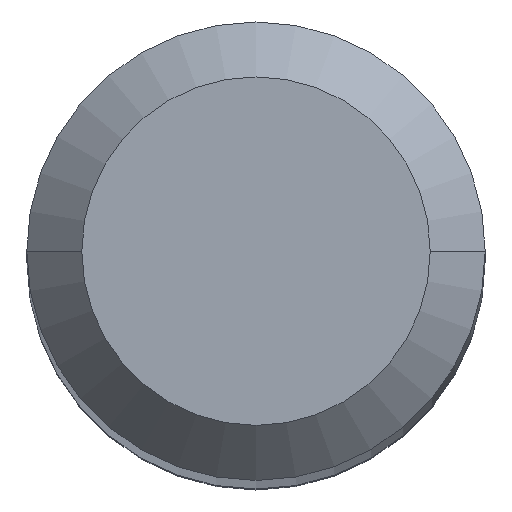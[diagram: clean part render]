
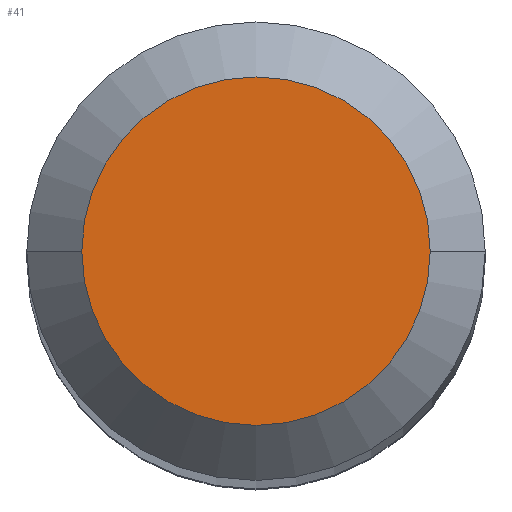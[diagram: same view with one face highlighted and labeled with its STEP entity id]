
A CAD part, top view. The second image highlights one B-rep face of the part: STEP entity #41.
In plain terms, the highlighted planar face has unit normal (0, 0, 1).
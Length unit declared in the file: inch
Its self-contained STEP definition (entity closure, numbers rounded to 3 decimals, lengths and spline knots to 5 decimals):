
#7 = CARTESIAN_POINT ( 'NONE',  ( 0.0475, 0., 1.5 ) ) ;
#11 = EDGE_CURVE ( 'NONE', #104, #139, #307, .T. ) ;
#21 = EDGE_CURVE ( 'NONE', #139, #104, #308, .T. ) ;
#41 = ADVANCED_FACE ( 'NONE', ( #298 ), #355, .T. ) ;
#50 = CARTESIAN_POINT ( 'NONE',  ( 0., 0., 1.5 ) ) ;
#54 = DIRECTION ( 'NONE',  ( 0., 0., 1. ) ) ;
#91 = DIRECTION ( 'NONE',  ( 1., 0., 0. ) ) ;
#104 = VERTEX_POINT ( 'NONE', #306 ) ;
#114 = AXIS2_PLACEMENT_3D ( 'NONE', #141, #54, #91 ) ;
#125 = ORIENTED_EDGE ( 'NONE', *, *, #21, .T. ) ;
#139 = VERTEX_POINT ( 'NONE', #7 ) ;
#141 = CARTESIAN_POINT ( 'NONE',  ( 0., 0., 1.5 ) ) ;
#148 = CARTESIAN_POINT ( 'NONE',  ( 0., 0., 1.5 ) ) ;
#157 = ORIENTED_EDGE ( 'NONE', *, *, #11, .T. ) ;
#174 = DIRECTION ( 'NONE',  ( 0., 0., 1. ) ) ;
#182 = DIRECTION ( 'NONE',  ( 1., 0., 0. ) ) ;
#268 = DIRECTION ( 'NONE',  ( 0., 0., 1. ) ) ;
#279 = AXIS2_PLACEMENT_3D ( 'NONE', #50, #174, #182 ) ;
#298 = FACE_OUTER_BOUND ( 'NONE', #309, .T. ) ;
#306 = CARTESIAN_POINT ( 'NONE',  ( -0.0475, 0., 1.5 ) ) ;
#307 = CIRCLE ( 'NONE', #279, 0.0475 ) ;
#308 = CIRCLE ( 'NONE', #114, 0.0475 ) ;
#309 = EDGE_LOOP ( 'NONE', ( #157, #125 ) ) ;
#329 = AXIS2_PLACEMENT_3D ( 'NONE', #148, #268, #344 ) ;
#344 = DIRECTION ( 'NONE',  ( 1., 0., 0. ) ) ;
#355 = PLANE ( 'NONE',  #329 ) ;
